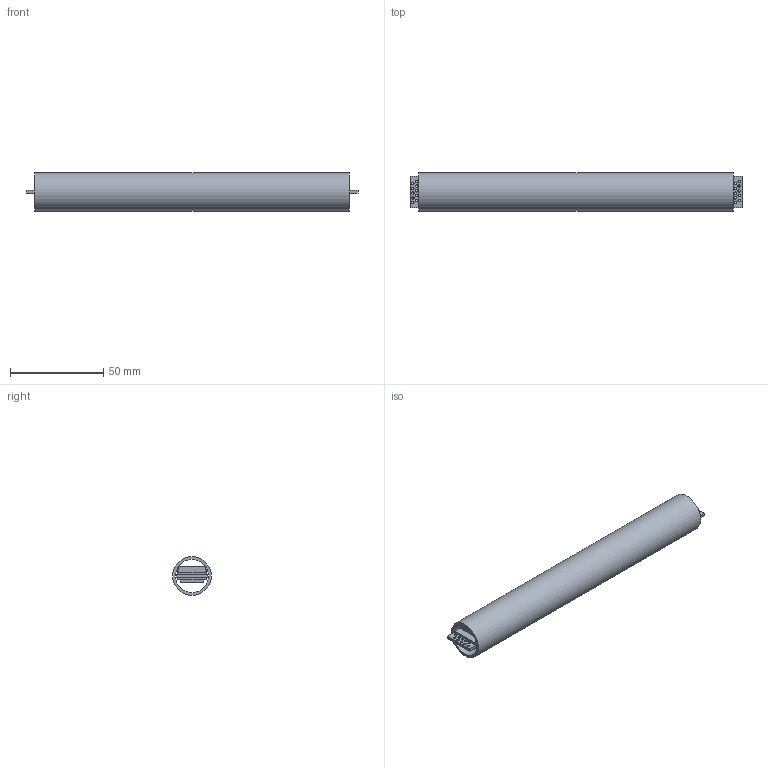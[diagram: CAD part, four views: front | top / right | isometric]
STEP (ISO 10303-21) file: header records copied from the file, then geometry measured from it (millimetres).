
FILE_DESCRIPTION(/* description */ ('-'),/* implementation_level */ '2;1');
FILE_NAME(/* name */ '6219-0020.stp',/* time_stamp */ '2017-07-17T13:04:28-04:00',/* author */ ('Chad_Thelen'),/* organization */ (''),/* preprocessor_version */ 'ST-DEVELOPER v15.6',/* originating_system */ 'Autodesk Inventor 2015',/* authorisation */ '');
FILE_SCHEMA (('AUTOMOTIVE_DESIGN { 1 0 10303 214 3 1 1 }'));
Length unit declared in the file: inch
Products named in the file (3): Board; 3062-7003; 3062-0001
Assembly tree (2 placements, depth 2):
  3062-0001
    Board
    3062-7003
Bounding box: 177.8 x 20.7 x 20.7 mm (x, y, z)
Volume: 27001 mm3; surface area: 28696.2 mm2
Topology: 2 solids, 2 shells, 93 faces, 221 edges, 154 vertices
Faces by surface type: plane 55, cylinder 38
Full cylindrical faces by diameter (mm): 0.622 x16, 1.3 x20, 17.78 x1, 20.701 x1
Entity records: 2622 total; most frequent: DIRECTION 435, CARTESIAN_POINT 395, ORIENTED_EDGE 326, EDGE_LOOP 195, AXIS2_PLACEMENT_3D 174, EDGE_CURVE 163, VERTEX_POINT 134, FACE_BOUND 102
